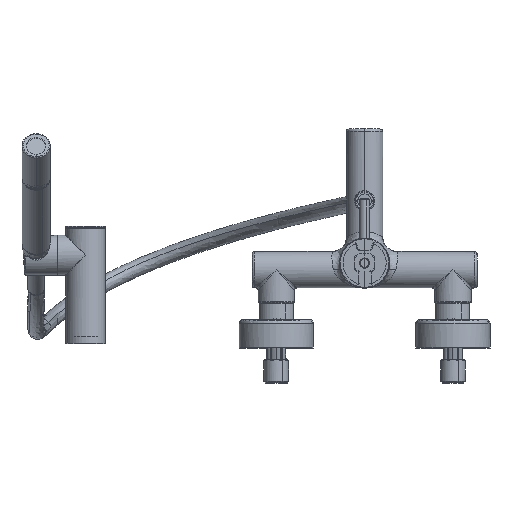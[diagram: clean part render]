
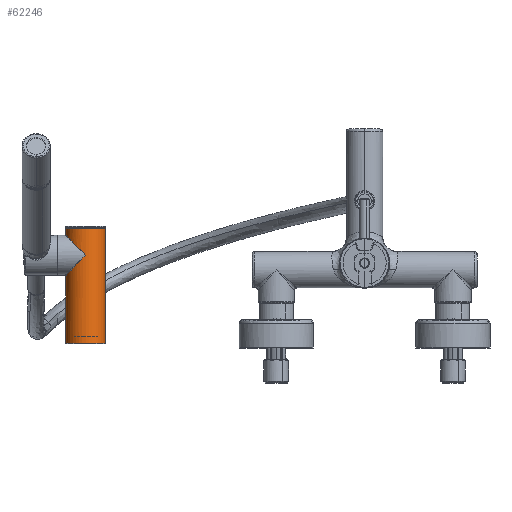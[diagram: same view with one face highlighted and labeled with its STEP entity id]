
A CAD part, top view. The second image highlights one B-rep face of the part: STEP entity #62246.
In plain terms, the highlighted cylindrical face has radius 17 mm (diameter 34 mm), a partial arc.
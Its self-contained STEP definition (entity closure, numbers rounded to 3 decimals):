
#61999=CARTESIAN_POINT('Vertex',(-219.96,-68.335,103.698)) ;
#62001=CARTESIAN_POINT('Vertex',(-253.96,-68.335,103.698)) ;
#62004=CARTESIAN_POINT('Axis2P3D Location',(-236.96,-68.335,103.698)) ;
#62168=CARTESIAN_POINT('Axis2P3D Location',(-236.96,-19.335,103.698)) ;
#62174=CARTESIAN_POINT('Control Point',(-253.96,-10.835,103.698)) ;
#62175=CARTESIAN_POINT('Control Point',(-253.96,-10.835,104.984)) ;
#62176=CARTESIAN_POINT('Control Point',(-253.839,-10.71,106.27)) ;
#62177=CARTESIAN_POINT('Control Point',(-253.595,-10.459,107.523)) ;
#62178=CARTESIAN_POINT('Control Point',(-252.951,-9.796,109.731)) ;
#62179=CARTESIAN_POINT('Control Point',(-252.008,-8.825,111.701)) ;
#62180=CARTESIAN_POINT('Control Point',(-251.521,-8.324,112.55)) ;
#62181=CARTESIAN_POINT('Control Point',(-250.325,-7.092,114.336)) ;
#62182=CARTESIAN_POINT('Control Point',(-248.945,-5.672,115.832)) ;
#62183=CARTESIAN_POINT('Control Point',(-248.133,-4.836,116.579)) ;
#62184=CARTESIAN_POINT('Control Point',(-245.575,-2.203,118.585)) ;
#62185=CARTESIAN_POINT('Control Point',(-242.779,0.675,119.86)) ;
#62186=CARTESIAN_POINT('Control Point',(-240.857,2.653,120.418)) ;
#62187=CARTESIAN_POINT('Control Point',(-238.909,4.659,120.698)) ;
#62188=CARTESIAN_POINT('Control Point',(-236.96,6.665,120.698)) ;
#62189=CARTESIAN_POINT('Vertex',(-236.96,6.665,120.698)) ;
#62191=CARTESIAN_POINT('Vertex',(-253.96,-10.835,103.698)) ;
#62194=CARTESIAN_POINT('Line Origine',(-253.96,-19.335,103.698)) ;
#62199=CARTESIAN_POINT('Line Origine',(-219.96,-19.335,103.698)) ;
#62203=CARTESIAN_POINT('Vertex',(-219.96,29.665,103.698)) ;
#62206=CARTESIAN_POINT('Axis2P3D Location',(-236.96,29.665,103.698)) ;
#62210=CARTESIAN_POINT('Vertex',(-253.96,29.665,103.698)) ;
#62213=CARTESIAN_POINT('Line Origine',(-253.96,-19.335,103.698)) ;
#62217=CARTESIAN_POINT('Vertex',(-253.96,24.165,103.698)) ;
#62221=CARTESIAN_POINT('Control Point',(-236.96,6.665,120.698)) ;
#62222=CARTESIAN_POINT('Control Point',(-238.579,8.331,120.698)) ;
#62223=CARTESIAN_POINT('Control Point',(-240.197,9.997,120.505)) ;
#62224=CARTESIAN_POINT('Control Point',(-241.801,11.648,120.12)) ;
#62225=CARTESIAN_POINT('Control Point',(-244.355,14.277,119.17)) ;
#62226=CARTESIAN_POINT('Control Point',(-246.764,16.757,117.651)) ;
#62227=CARTESIAN_POINT('Control Point',(-247.66,17.679,116.981)) ;
#62228=CARTESIAN_POINT('Control Point',(-249.12,19.182,115.686)) ;
#62229=CARTESIAN_POINT('Control Point',(-250.436,20.537,114.113)) ;
#62230=CARTESIAN_POINT('Control Point',(-250.948,21.064,113.418)) ;
#62231=CARTESIAN_POINT('Control Point',(-252.267,22.422,111.362)) ;
#62232=CARTESIAN_POINT('Control Point',(-253.263,23.447,108.941)) ;
#62233=CARTESIAN_POINT('Control Point',(-253.728,23.926,107.253)) ;
#62234=CARTESIAN_POINT('Control Point',(-253.96,24.165,105.475)) ;
#62235=CARTESIAN_POINT('Control Point',(-253.96,24.165,103.698)) ;
#62196=VECTOR('Line Direction',#62195,1.) ;
#62201=VECTOR('Line Direction',#62200,1.) ;
#62215=VECTOR('Line Direction',#62214,1.) ;
#62005=DIRECTION('Axis2P3D Direction',(0.,1.,-0.)) ;
#62169=DIRECTION('Axis2P3D Direction',(0.,1.,-0.)) ;
#62170=DIRECTION('Axis2P3D XDirection',(-1.,0.,0.)) ;
#62195=DIRECTION('Vector Direction',(0.,1.,0.)) ;
#62200=DIRECTION('Vector Direction',(0.,1.,0.)) ;
#62207=DIRECTION('Axis2P3D Direction',(0.,1.,-0.)) ;
#62214=DIRECTION('Vector Direction',(0.,1.,0.)) ;
#62006=AXIS2_PLACEMENT_3D('Circle Axis2P3D',#62004,#62005,$) ;
#62171=AXIS2_PLACEMENT_3D('Cylinder Axis2P3D',#62168,#62169,#62170) ;
#62208=AXIS2_PLACEMENT_3D('Circle Axis2P3D',#62206,#62207,$) ;
#62197=LINE('Line',#62194,#62196) ;
#62202=LINE('Line',#62199,#62201) ;
#62216=LINE('Line',#62213,#62215) ;
#62007=CIRCLE('generated circle',#62006,17.) ;
#62209=CIRCLE('generated circle',#62208,17.) ;
#62172=CYLINDRICAL_SURFACE('generated cylinder',#62171,17.) ;
#62008=EDGE_CURVE('',#62002,#62000,#62007,.T.) ;
#62193=EDGE_CURVE('',#62190,#62192,#62173,.F.) ;
#62198=EDGE_CURVE('',#62002,#62192,#62197,.T.) ;
#62205=EDGE_CURVE('',#62000,#62204,#62202,.T.) ;
#62212=EDGE_CURVE('',#62211,#62204,#62209,.T.) ;
#62219=EDGE_CURVE('',#62218,#62211,#62216,.T.) ;
#62236=EDGE_CURVE('',#62218,#62190,#62220,.F.) ;
#62238=ORIENTED_EDGE('',*,*,#62193,.T.) ;
#62239=ORIENTED_EDGE('',*,*,#62198,.F.) ;
#62240=ORIENTED_EDGE('',*,*,#62008,.T.) ;
#62241=ORIENTED_EDGE('',*,*,#62205,.T.) ;
#62242=ORIENTED_EDGE('',*,*,#62212,.F.) ;
#62243=ORIENTED_EDGE('',*,*,#62219,.F.) ;
#62244=ORIENTED_EDGE('',*,*,#62236,.T.) ;
#62237=EDGE_LOOP('',(#62238,#62239,#62240,#62241,#62242,#62243,#62244)) ;
#62000=VERTEX_POINT('',#61999) ;
#62002=VERTEX_POINT('',#62001) ;
#62190=VERTEX_POINT('',#62189) ;
#62192=VERTEX_POINT('',#62191) ;
#62204=VERTEX_POINT('',#62203) ;
#62211=VERTEX_POINT('',#62210) ;
#62218=VERTEX_POINT('',#62217) ;
#62246=ADVANCED_FACE('PR.0371.22_AllCATPart.1\\P30925.1\\PartBody',(#62245),#62172,.T.) ;
#62173=B_SPLINE_CURVE_WITH_KNOTS('',5,(#62174,#62175,#62176,#62177,#62178,#62179,#62180,#62181,#62182,#62183,#62184,#62185,#62186,#62187,#62188),.UNSPECIFIED.,.F.,.U.,(6,3,3,3,6),(0.,9.096,16.826,26.575,46.349),.UNSPECIFIED.) ;
#62220=B_SPLINE_CURVE_WITH_KNOTS('',5,(#62221,#62222,#62223,#62224,#62225,#62226,#62227,#62228,#62229,#62230,#62231,#62232,#62233,#62234,#62235),.UNSPECIFIED.,.F.,.U.,(6,3,3,3,6),(0.,16.425,26.647,33.779,46.349),.UNSPECIFIED.) ;
#62245=FACE_OUTER_BOUND('',#62237,.T.) ;
